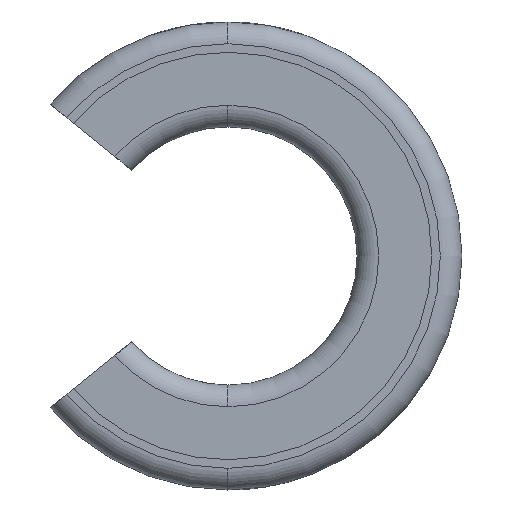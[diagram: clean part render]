
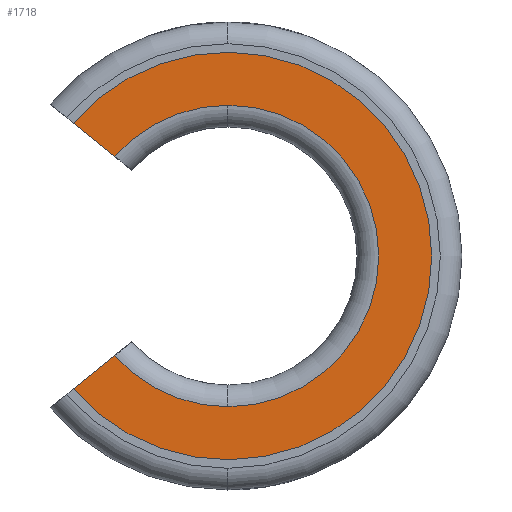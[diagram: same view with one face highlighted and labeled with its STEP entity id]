
A CAD part, front view. The second image highlights one B-rep face of the part: STEP entity #1718.
In plain terms, the highlighted planar face has unit normal (0, -1, 0).
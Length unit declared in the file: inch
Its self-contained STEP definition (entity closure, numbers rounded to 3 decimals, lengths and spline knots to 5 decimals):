
#962=CARTESIAN_POINT('',(0.,-0.32681,0.2782));
#963=VERTEX_POINT('',#962);
#971=CARTESIAN_POINT('',(-0.20893,-0.32681,0.1837));
#972=VERTEX_POINT('',#971);
#973=CARTESIAN_POINT('',(0.,-0.32681,0.0));
#974=DIRECTION('',(0.0,-1.0,0.0));
#975=DIRECTION('',(1.0,0.0,0.0));
#976=AXIS2_PLACEMENT_3D('',#973,#974,#975);
#977=CIRCLE('',#976,0.2782);
#978=EDGE_CURVE('',#963,#972,#977,.T.);
#1010=CARTESIAN_POINT('',(0.,-0.32681,-0.2782));
#1011=VERTEX_POINT('',#1010);
#1019=CARTESIAN_POINT('',(0.,-0.32681,0.0));
#1020=DIRECTION('',(0.0,-1.0,0.0));
#1021=DIRECTION('',(1.0,0.0,0.0));
#1022=AXIS2_PLACEMENT_3D('',#1019,#1020,#1021);
#1023=CIRCLE('',#1022,0.2782);
#1024=EDGE_CURVE('',#1011,#963,#1023,.T.);
#1043=CARTESIAN_POINT('',(0.376,-0.32681,0.));
#1044=VERTEX_POINT('',#1043);
#1053=CARTESIAN_POINT('',(-0.28498,-0.32681,-0.24528));
#1054=VERTEX_POINT('',#1053);
#1055=CARTESIAN_POINT('',(0.,-0.32681,0.0));
#1056=DIRECTION('',(0.0,-1.0,0.0));
#1057=DIRECTION('',(1.0,0.0,0.0));
#1058=AXIS2_PLACEMENT_3D('',#1055,#1056,#1057);
#1059=CIRCLE('',#1058,0.376);
#1060=EDGE_CURVE('',#1054,#1044,#1059,.T.);
#1377=CARTESIAN_POINT('',(-0.28498,-0.32681,0.24528));
#1378=VERTEX_POINT('',#1377);
#1379=CARTESIAN_POINT('',(-0.28498,-0.32681,0.24528));
#1380=DIRECTION('',(0.777,0.0,-0.629));
#1381=VECTOR('',#1380,0.09786);
#1382=LINE('',#1379,#1381);
#1383=EDGE_CURVE('',#1378,#972,#1382,.T.);
#1431=CARTESIAN_POINT('',(-0.20893,-0.32681,-0.1837));
#1432=VERTEX_POINT('',#1431);
#1433=CARTESIAN_POINT('',(-0.20893,-0.32681,-0.1837));
#1434=DIRECTION('',(-0.777,0.0,-0.629));
#1435=VECTOR('',#1434,0.09786);
#1436=LINE('',#1433,#1435);
#1437=EDGE_CURVE('',#1432,#1054,#1436,.T.);
#1688=CARTESIAN_POINT('',(0.,-0.32681,0.0));
#1689=DIRECTION('',(0.0,-1.0,0.0));
#1690=DIRECTION('',(1.0,0.0,0.0));
#1691=AXIS2_PLACEMENT_3D('',#1688,#1689,#1690);
#1692=CIRCLE('',#1691,0.376);
#1693=EDGE_CURVE('',#1044,#1378,#1692,.T.);
#1698=CARTESIAN_POINT('',(0.3271,-0.32681,0.0));
#1699=DIRECTION('',(0.0,-1.0,0.0));
#1700=DIRECTION('',(0.0,0.0,-1.0));
#1701=AXIS2_PLACEMENT_3D('',#1698,#1699,#1700);
#1702=PLANE('',#1701);
#1703=ORIENTED_EDGE('',*,*,#1383,.T.);
#1704=ORIENTED_EDGE('',*,*,#978,.F.);
#1705=ORIENTED_EDGE('',*,*,#1024,.F.);
#1706=CARTESIAN_POINT('',(0.,-0.32681,0.0));
#1707=DIRECTION('',(0.0,-1.0,0.0));
#1708=DIRECTION('',(1.0,0.0,0.0));
#1709=AXIS2_PLACEMENT_3D('',#1706,#1707,#1708);
#1710=CIRCLE('',#1709,0.2782);
#1711=EDGE_CURVE('',#1432,#1011,#1710,.T.);
#1712=ORIENTED_EDGE('',*,*,#1711,.F.);
#1713=ORIENTED_EDGE('',*,*,#1437,.T.);
#1714=ORIENTED_EDGE('',*,*,#1060,.T.);
#1715=ORIENTED_EDGE('',*,*,#1693,.T.);
#1716=EDGE_LOOP('',(#1703,#1704,#1705,#1712,#1713,#1714,#1715));
#1717=FACE_OUTER_BOUND('',#1716,.T.);
#1718=ADVANCED_FACE('',(#1717),#1702,.T.);
